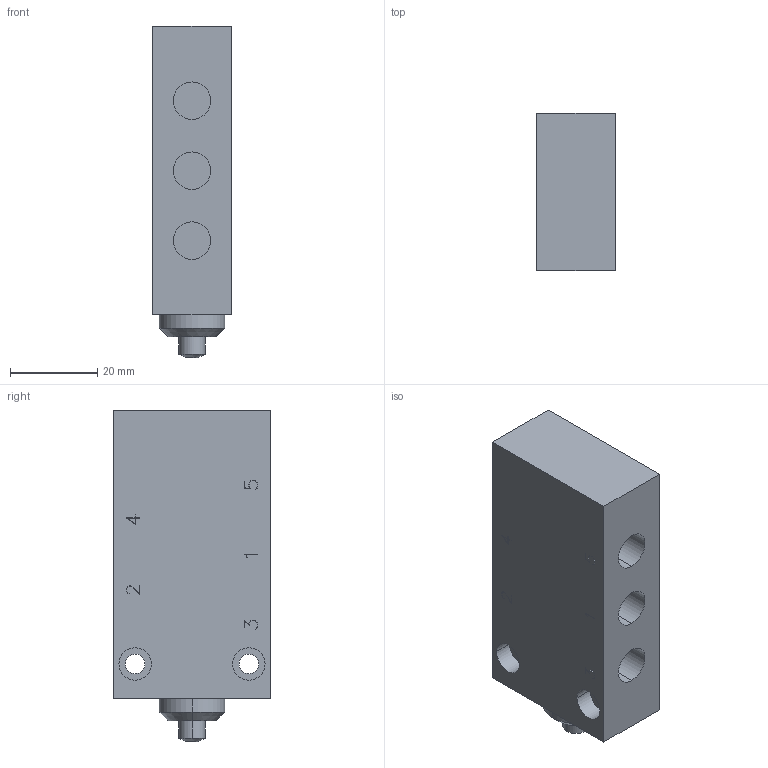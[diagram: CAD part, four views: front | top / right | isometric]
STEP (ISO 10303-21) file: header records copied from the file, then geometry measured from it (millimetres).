
FILE_DESCRIPTION (( 'STEP AP203' ), '1' );
FILE_NAME ('E-18-510-Airtec.step', '2006-10-17T15:21:04', ( 'Gustaf Hederström' ), ( 'Cevican AB' ), 'SwSTEP 2.0', 'SolidWorks 2002308', '' );
FILE_SCHEMA (( 'CONFIG_CONTROL_DESIGN' ));
Length unit declared in the file: millimetre
Products named in the file (1): E-18-510-Airtec
Bounding box: 18 x 36 x 75.77 mm (x, y, z)
Volume: 40359 mm3; surface area: 10394.1 mm2
Topology: 1 solids, 1 shells, 285 faces, 778 edges, 518 vertices
Faces by surface type: plane 256, cylinder 26, cone 2, bspline 1
Entity records: 8966 total; most frequent: CARTESIAN_POINT 1597, ORIENTED_EDGE 1556, DIRECTION 1402, EDGE_CURVE 778, LINE 724, VECTOR 724, VERTEX_POINT 518, AXIS2_PLACEMENT_3D 339
